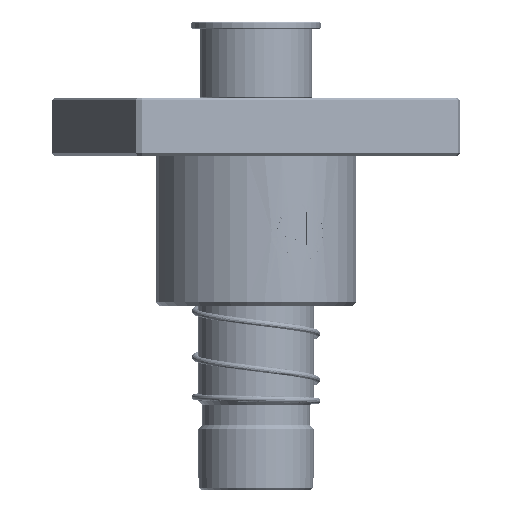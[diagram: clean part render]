
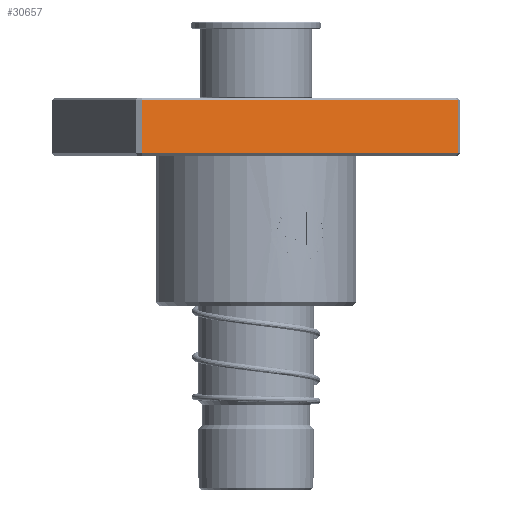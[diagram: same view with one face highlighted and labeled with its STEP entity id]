
A CAD part, left-side view. The second image highlights one B-rep face of the part: STEP entity #30657.
In plain terms, the highlighted face is planar.
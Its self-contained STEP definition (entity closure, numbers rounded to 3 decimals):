
#1007 = DIRECTION ( 'NONE',  ( 0., 0., -1. ) ) ;
#5324 = DIRECTION ( 'NONE',  ( 0., -1., 0. ) ) ;
#5971 = LINE ( 'NONE', #28628, #47078 ) ;
#8305 = EDGE_CURVE ( 'NONE', #32923, #58407, #47989, .T. ) ;
#8891 = VECTOR ( 'NONE', #1007, 1000. ) ;
#19100 = EDGE_CURVE ( 'NONE', #40169, #58407, #55014, .T. ) ;
#19502 = VECTOR ( 'NONE', #55860, 1000. ) ;
#21048 = CARTESIAN_POINT ( 'NONE',  ( -75.5, 45., 25. ) ) ;
#22491 = EDGE_CURVE ( 'NONE', #24363, #32923, #35819, .T. ) ;
#23096 = CARTESIAN_POINT ( 'NONE',  ( -75.5, 45., 1. ) ) ;
#24363 = VERTEX_POINT ( 'NONE', #34546 ) ;
#24927 = CARTESIAN_POINT ( 'NONE',  ( -75.5, 45., 25. ) ) ;
#26423 = PLANE ( 'NONE',  #57583 ) ;
#28628 = CARTESIAN_POINT ( 'NONE',  ( 75.5, 45., 24. ) ) ;
#28758 = EDGE_LOOP ( 'NONE', ( #43397, #61633, #36090, #43890 ) ) ;
#30032 = CARTESIAN_POINT ( 'NONE',  ( -75.5, 45., 1. ) ) ;
#30657 = ADVANCED_FACE ( 'NONE', ( #59524 ), #26423, .F. ) ;
#32923 = VERTEX_POINT ( 'NONE', #50999 ) ;
#34546 = CARTESIAN_POINT ( 'NONE',  ( 75.5, 45., 24. ) ) ;
#35819 = LINE ( 'NONE', #43615, #8891 ) ;
#36090 = ORIENTED_EDGE ( 'NONE', *, *, #19100, .F. ) ;
#36635 = CARTESIAN_POINT ( 'NONE',  ( -75.5, 45., 24. ) ) ;
#40169 = VERTEX_POINT ( 'NONE', #36635 ) ;
#43397 = ORIENTED_EDGE ( 'NONE', *, *, #22491, .T. ) ;
#43615 = CARTESIAN_POINT ( 'NONE',  ( 75.5, 45., 25. ) ) ;
#43890 = ORIENTED_EDGE ( 'NONE', *, *, #54858, .T. ) ;
#47078 = VECTOR ( 'NONE', #49702, 1000. ) ;
#47989 = LINE ( 'NONE', #23096, #19502 ) ;
#49702 = DIRECTION ( 'NONE',  ( 1., 0., 0. ) ) ;
#50999 = CARTESIAN_POINT ( 'NONE',  ( 75.5, 45., 1. ) ) ;
#54858 = EDGE_CURVE ( 'NONE', #40169, #24363, #5971, .T. ) ;
#55014 = LINE ( 'NONE', #24927, #56736 ) ;
#55860 = DIRECTION ( 'NONE',  ( -1., 0., 0. ) ) ;
#56736 = VECTOR ( 'NONE', #63544, 1000. ) ;
#57583 = AXIS2_PLACEMENT_3D ( 'NONE', #21048, #5324, #58722 ) ;
#58407 = VERTEX_POINT ( 'NONE', #30032 ) ;
#58722 = DIRECTION ( 'NONE',  ( 0., 0., -1. ) ) ;
#59524 = FACE_OUTER_BOUND ( 'NONE', #28758, .T. ) ;
#61633 = ORIENTED_EDGE ( 'NONE', *, *, #8305, .T. ) ;
#63544 = DIRECTION ( 'NONE',  ( 0., 0., -1. ) ) ;
